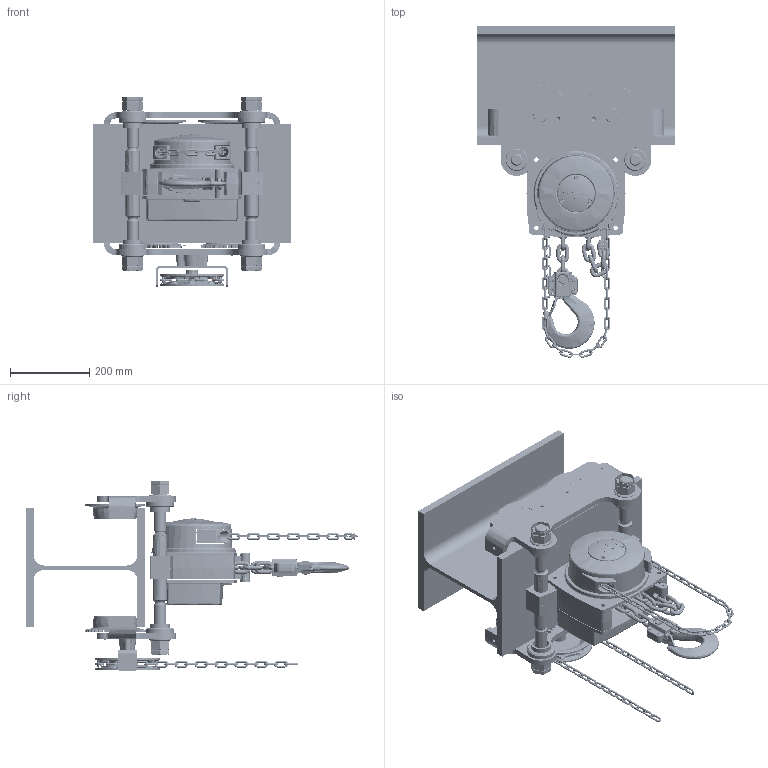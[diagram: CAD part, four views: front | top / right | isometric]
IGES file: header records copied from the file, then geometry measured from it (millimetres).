
Start section: SolidWorks IGES file using analytic representation for surfaces
Global section: file name: 192023522 YLITG-B 3000.IGS; native system: SolidWorks 2015; preprocessor: SolidWorks 2015; author: sawwu; date: 180118.101906; units: millimetre
Bounding box: 500 x 837.95 x 482 mm (x, y, z)
Surface area: 2346414.6 mm2 (no closed solid volume)
Topology: 0 solids, 0 shells, 2684 faces, 36606 edges, 36558 vertices
Faces by surface type: bspline 1449, revolution 1235
